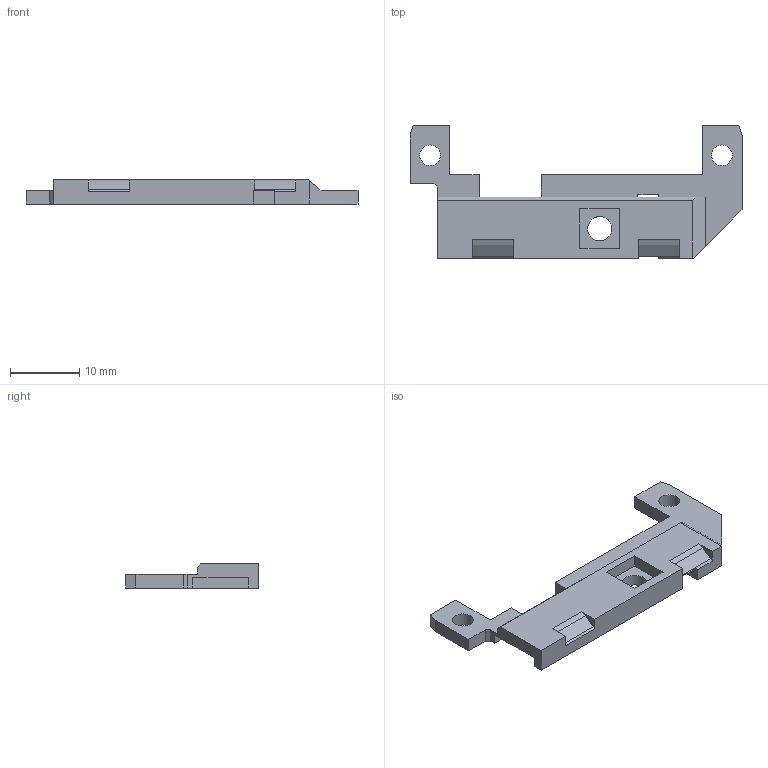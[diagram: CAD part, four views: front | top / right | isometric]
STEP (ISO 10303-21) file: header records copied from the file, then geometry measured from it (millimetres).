
FILE_DESCRIPTION(/* description */ (''),/* implementation_level */ '2;1');
FILE_NAME(/* name */ 'endstop_holder.step',/* time_stamp */ '2016-03-01T13:47:23+01:00',/* author */ (''),/* organization */ (''),/* preprocessor_version */ 'ST-DEVELOPER v16.2',/* originating_system */ 'Autodesk Translation Framework v4.3.0.3010',/* authorisation */ '');
FILE_SCHEMA (('AUTOMOTIVE_DESIGN { 1 0 10303 214 3 1 1 }'));
Length unit declared in the file: centimetre
Products named in the file (1): endstop_holder v4
Bounding box: 48 x 19.14 x 3.5 mm (x, y, z)
Volume: 1288.9 mm3; surface area: 1656.4 mm2
Topology: 1 solids, 1 shells, 53 faces, 157 edges, 105 vertices
Faces by surface type: plane 50, cylinder 3
Full cylindrical faces by diameter (mm): 3 x2, 3.5 x1
Entity records: 1750 total; most frequent: CARTESIAN_POINT 307, ORIENTED_EDGE 302, DIRECTION 265, EDGE_CURVE 151, LINE 145, VECTOR 145, VERTEX_POINT 102, EDGE_LOOP 63
